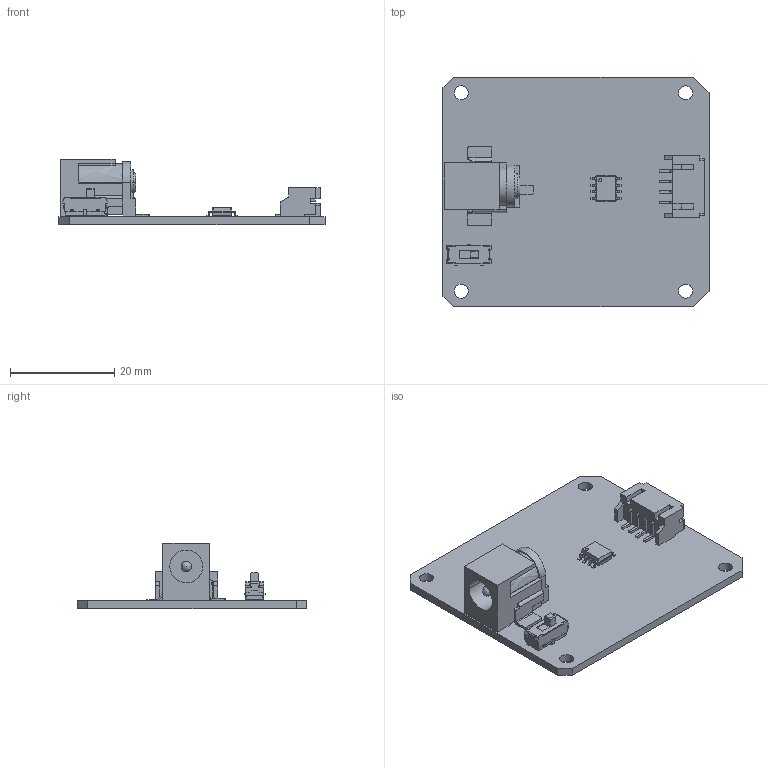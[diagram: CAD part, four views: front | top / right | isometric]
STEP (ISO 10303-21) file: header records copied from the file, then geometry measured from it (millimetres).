
FILE_DESCRIPTION(('KiCad electronic assembly'),'2;1');
FILE_NAME('NB3_power.step','2021-06-29T16:27:13',('Pcbnew'),('Kicad'), 'Open CASCADE STEP processor 7.5','KiCad to STEP converter','Unknown' );
FILE_SCHEMA(('AUTOMOTIVE_DESIGN { 1 0 10303 214 1 1 1 1 }'));
Length unit declared in the file: millimetre
Products named in the file (16): NB3_power 1; C_0805_2012Metric; R_0402_1005Metric; LED_0603_1608Metric; CP_EIA-7343-31_Kemet-D; Barrel_Jack_PJ-036AH-SMT-TR; COMPOUND; Switch_SPDT_SMD_Slide_JS102011JCQN; C_0402_1005Metric; L_Bourns_SRN6045TA; Connector_S4B-PH-SM4-TB(LF)(SN); SOLID; Voltage_Regulator_AP64501
Assembly tree (34 placements, depth 3):
  NB3_power 1
    C_0805_2012Metric  x10
    R_0402_1005Metric  x6
    LED_0603_1608Metric  x2
    CP_EIA-7343-31_Kemet-D
    Barrel_Jack_PJ-036AH-SMT-TR
      COMPOUND
    Switch_SPDT_SMD_Slide_JS102011JCQN
      COMPOUND
    C_0402_1005Metric  x5
    L_Bourns_SRN6045TA
    Connector_S4B-PH-SM4-TB(LF)(SN)
      SOLID
    Voltage_Regulator_AP64501
      SOLID
    COMPOUND
Bounding box: 51 x 44 x 12.65 mm (x, y, z)
Volume: 4867.7 mm3; surface area: 6948.4 mm2
Topology: 16 solids, 16 shells, 638 faces, 1682 edges, 1079 vertices
Faces by surface type: bspline 615, cylinder 13, plane 10
Full cylindrical faces by diameter (mm): 0.3 x8, 2 x1, 2.7 x4
Entity records: 40700 total; most frequent: CARTESIAN_POINT 15353, B_SPLINE_CURVE_WITH_KNOTS 4396, ORIENTED_EDGE 3362, PCURVE 3362, DEFINITIONAL_REPRESENTATION 3362, EDGE_CURVE 1681, SURFACE_CURVE 1666, VERTEX_POINT 1079
